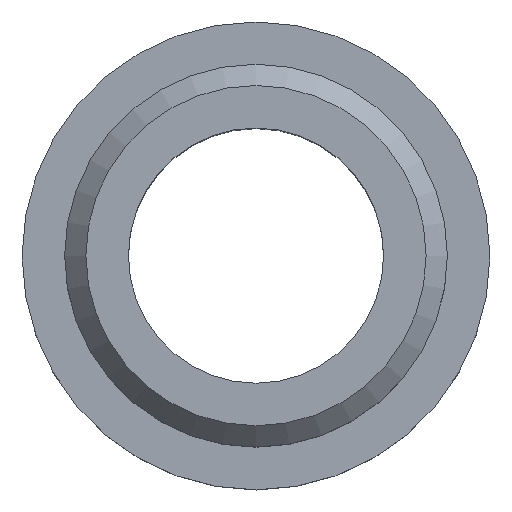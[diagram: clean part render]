
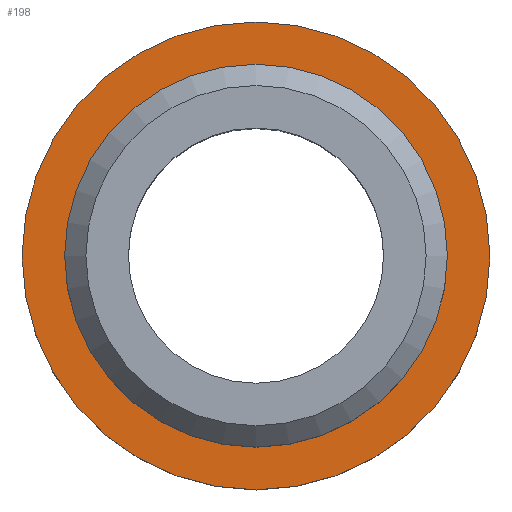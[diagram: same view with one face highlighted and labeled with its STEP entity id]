
A CAD part, top view. The second image highlights one B-rep face of the part: STEP entity #198.
In plain terms, the highlighted planar face has unit normal (0, 0, 1).
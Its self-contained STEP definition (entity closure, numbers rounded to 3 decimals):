
#50=FACE_BOUND('',#84,.T.);
#64=FACE_OUTER_BOUND('',#83,.T.);
#83=EDGE_LOOP('',(#177));
#84=EDGE_LOOP('',(#178));
#87=CIRCLE('',#217,16.);
#98=CIRCLE('',#239,22.);
#101=VERTEX_POINT('',#314);
#112=VERTEX_POINT('',#354);
#115=EDGE_CURVE('',#101,#101,#87,.T.);
#133=EDGE_CURVE('',#112,#112,#98,.T.);
#177=ORIENTED_EDGE('',*,*,#133,.T.);
#178=ORIENTED_EDGE('',*,*,#115,.F.);
#184=PLANE('',#240);
#198=ADVANCED_FACE('',(#64,#50),#184,.T.);
#217=AXIS2_PLACEMENT_3D('',#315,#251,#252);
#239=AXIS2_PLACEMENT_3D('',#355,#302,#303);
#240=AXIS2_PLACEMENT_3D('',#357,#305,#306);
#251=DIRECTION('center_axis',(0.,0.,1.));
#252=DIRECTION('ref_axis',(1.,0.,0.));
#302=DIRECTION('center_axis',(0.,0.,1.));
#303=DIRECTION('ref_axis',(1.,0.,0.));
#305=DIRECTION('center_axis',(0.,0.,1.));
#306=DIRECTION('ref_axis',(1.,0.,0.));
#314=CARTESIAN_POINT('',(-16.,0.,4.));
#315=CARTESIAN_POINT('Origin',(0.,0.,4.));
#354=CARTESIAN_POINT('',(-22.,0.,4.));
#355=CARTESIAN_POINT('Origin',(0.,0.,4.));
#357=CARTESIAN_POINT('Origin',(0.,0.,4.));
